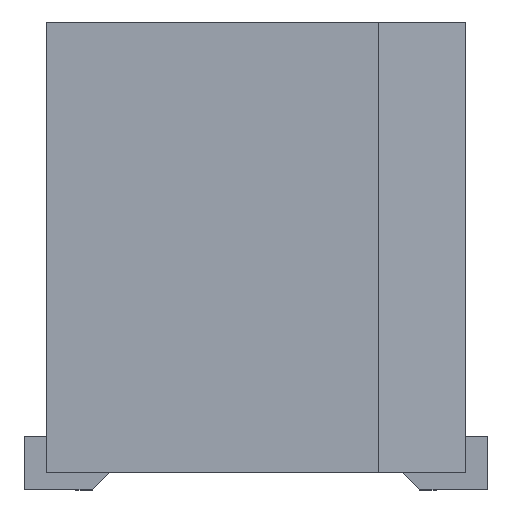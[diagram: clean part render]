
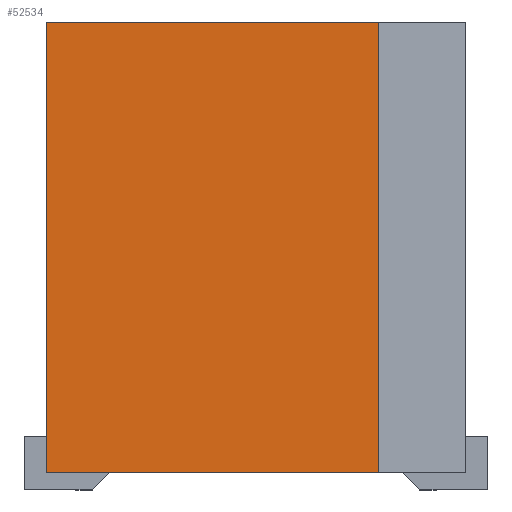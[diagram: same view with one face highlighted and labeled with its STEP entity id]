
A CAD part, left-side view. The second image highlights one B-rep face of the part: STEP entity #52534.
In plain terms, the highlighted planar face has unit normal (-1, 0, 0).
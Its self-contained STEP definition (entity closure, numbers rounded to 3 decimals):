
#28492=CARTESIAN_POINT('',(-11.674,2.5,0.203));
#28493=VERTEX_POINT('',#28492);
#28500=CARTESIAN_POINT('',(-11.674,2.5,5.578));
#28501=VERTEX_POINT('',#28500);
#28502=CARTESIAN_POINT('',(-11.674,2.5,0.203));
#28503=DIRECTION('',(0.0,0.0,1.0));
#28504=VECTOR('',#28503,5.375);
#28505=LINE('',#28502,#28504);
#28506=EDGE_CURVE('',#28493,#28501,#28505,.T.);
#52480=CARTESIAN_POINT('',(-11.674,-1.46,0.203));
#52481=VERTEX_POINT('',#52480);
#52496=CARTESIAN_POINT('',(-11.674,-1.46,5.578));
#52497=VERTEX_POINT('',#52496);
#52504=CARTESIAN_POINT('',(-11.674,-1.46,0.203));
#52505=DIRECTION('',(0.0,0.0,1.0));
#52506=VECTOR('',#52505,5.375);
#52507=LINE('',#52504,#52506);
#52508=EDGE_CURVE('',#52481,#52497,#52507,.T.);
#52513=CARTESIAN_POINT('',(-11.674,-1.658,-0.066));
#52514=DIRECTION('',(1.0,0.0,0.0));
#52515=DIRECTION('',(0.0,1.0,0.0));
#52516=AXIS2_PLACEMENT_3D('',#52513,#52514,#52515);
#52517=PLANE('',#52516);
#52518=CARTESIAN_POINT('',(-11.674,-1.46,0.203));
#52519=DIRECTION('',(0.0,1.0,0.0));
#52520=VECTOR('',#52519,3.96);
#52521=LINE('',#52518,#52520);
#52522=EDGE_CURVE('',#52481,#28493,#52521,.T.);
#52523=ORIENTED_EDGE('',*,*,#52522,.F.);
#52524=ORIENTED_EDGE('',*,*,#52508,.T.);
#52525=CARTESIAN_POINT('',(-11.674,-1.46,5.578));
#52526=DIRECTION('',(0.0,1.0,0.0));
#52527=VECTOR('',#52526,3.96);
#52528=LINE('',#52525,#52527);
#52529=EDGE_CURVE('',#52497,#28501,#52528,.T.);
#52530=ORIENTED_EDGE('',*,*,#52529,.T.);
#52531=ORIENTED_EDGE('',*,*,#28506,.F.);
#52532=EDGE_LOOP('',(#52523,#52524,#52530,#52531));
#52533=FACE_OUTER_BOUND('',#52532,.T.);
#52534=ADVANCED_FACE('',(#52533),#52517,.F.);
